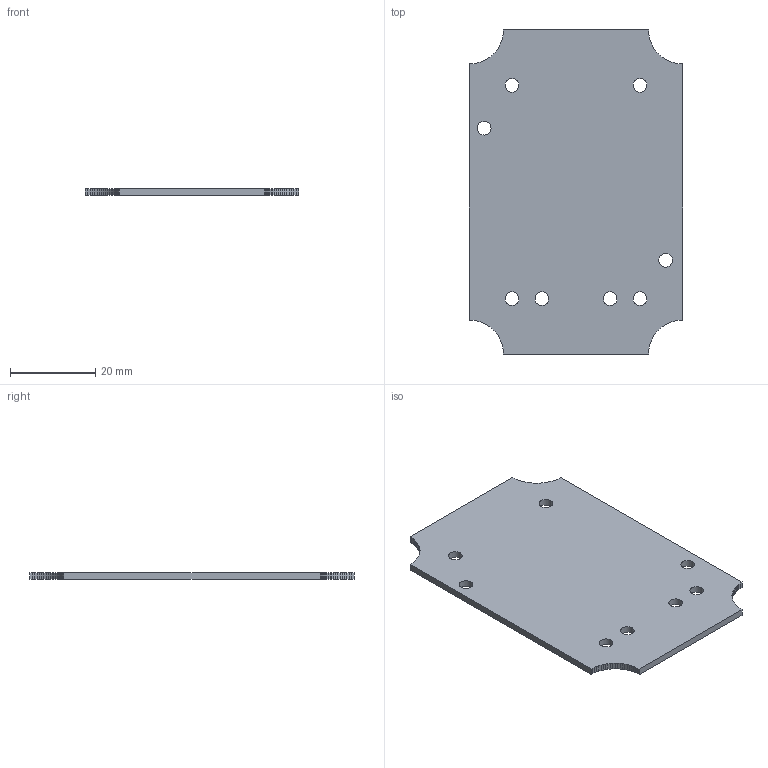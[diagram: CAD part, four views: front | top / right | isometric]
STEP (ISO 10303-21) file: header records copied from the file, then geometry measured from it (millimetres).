
FILE_DESCRIPTION(('KiCad electronic assembly'),'2;1');
FILE_NAME('Discharger_ConstantCurrent.step','2024-02-11T07:41:16',( 'Pcbnew'),('Kicad'),'Open CASCADE STEP processor 7.7', 'KiCad to STEP converter','Unknown');
FILE_SCHEMA(('AUTOMOTIVE_DESIGN { 1 0 10303 214 1 1 1 1 }'));
Length unit declared in the file: millimetre
Products named in the file (2): Discharger_ConstantCurrent 1; Discharger_ConstantCurrent PCB
Assembly tree (1 placements, depth 2):
  Discharger_ConstantCurrent 1
    Discharger_ConstantCurrent PCB
Bounding box: 50 x 76 x 1.6 mm (x, y, z)
Volume: 5655.6 mm3; surface area: 7579.4 mm2
Topology: 1 solids, 1 shells, 102 faces, 300 edges, 200 vertices
Faces by surface type: plane 94, cylinder 8
Full cylindrical faces by diameter (mm): 3.2 x8
Entity records: 7369 total; most frequent: CARTESIAN_POINT 1300, DIRECTION 1108, LINE 868, VECTOR 868, ORIENTED_EDGE 600, PCURVE 600, DEFINITIONAL_REPRESENTATION 600, EDGE_CURVE 300
